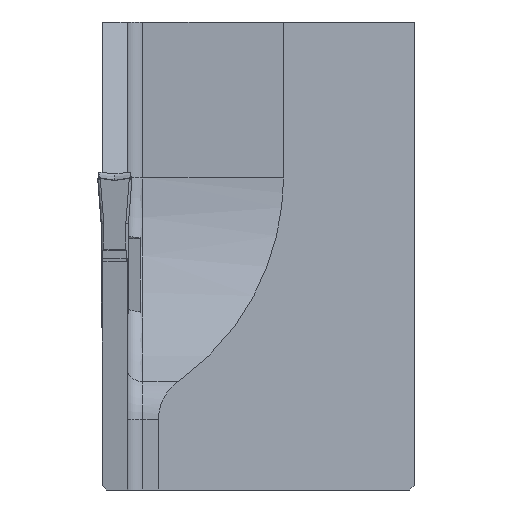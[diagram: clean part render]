
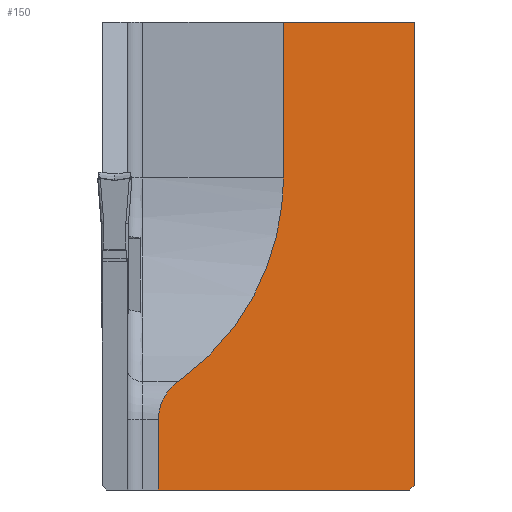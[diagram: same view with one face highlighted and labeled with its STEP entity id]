
A CAD part, left-side view. The second image highlights one B-rep face of the part: STEP entity #150.
In plain terms, the highlighted planar face has unit normal (-0.707, -0.707, 0).
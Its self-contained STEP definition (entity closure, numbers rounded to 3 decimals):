
#110=ELLIPSE('',#1413,4.243,3.);
#113=ELLIPSE('',#1438,22.627,16.);
#150=ADVANCED_FACE('',(#284),#221,.F.);
#221=PLANE('',#1449);
#284=FACE_OUTER_BOUND('',#362,.T.);
#362=EDGE_LOOP('',(#580,#581,#582,#583,#584,#585,#586,#587));
#580=ORIENTED_EDGE('',*,*,#1023,.F.);
#581=ORIENTED_EDGE('',*,*,#984,.F.);
#582=ORIENTED_EDGE('',*,*,#981,.F.);
#583=ORIENTED_EDGE('',*,*,#992,.F.);
#584=ORIENTED_EDGE('',*,*,#977,.F.);
#585=ORIENTED_EDGE('',*,*,#990,.F.);
#586=ORIENTED_EDGE('',*,*,#962,.F.);
#587=ORIENTED_EDGE('',*,*,#1020,.F.);
#839=VERTEX_POINT('',#1856);
#840=VERTEX_POINT('',#1858);
#849=VERTEX_POINT('',#1882);
#851=VERTEX_POINT('',#1886);
#852=VERTEX_POINT('',#1890);
#855=VERTEX_POINT('',#1895);
#856=VERTEX_POINT('',#1899);
#872=VERTEX_POINT('',#1972);
#962=EDGE_CURVE('',#839,#840,#1154,.T.);
#977=EDGE_CURVE('',#851,#849,#1167,.T.);
#981=EDGE_CURVE('',#855,#852,#1171,.T.);
#984=EDGE_CURVE('',#852,#856,#110,.T.);
#990=EDGE_CURVE('',#840,#851,#1177,.T.);
#992=EDGE_CURVE('',#849,#855,#1179,.T.);
#1020=EDGE_CURVE('',#872,#839,#1204,.T.);
#1023=EDGE_CURVE('',#856,#872,#113,.T.);
#1154=LINE('',#1857,#1284);
#1167=LINE('',#1887,#1297);
#1171=LINE('',#1896,#1301);
#1177=LINE('',#1913,#1307);
#1179=LINE('',#1916,#1309);
#1204=LINE('',#1971,#1334);
#1284=VECTOR('',#1524,1.);
#1297=VECTOR('',#1547,1.);
#1301=VECTOR('',#1553,1.);
#1307=VECTOR('',#1569,1.);
#1309=VECTOR('',#1573,1.);
#1334=VECTOR('',#1638,1.);
#1413=AXIS2_PLACEMENT_3D('',#1902,#1559,#1560);
#1438=AXIS2_PLACEMENT_3D('',#1977,#1643,#1644);
#1449=AXIS2_PLACEMENT_3D('',#2022,#1665,#1666);
#1524=DIRECTION('',(0.707,-0.707,0.));
#1547=DIRECTION('',(-0.577,0.577,-0.577));
#1553=DIRECTION('',(0.,0.,1.));
#1559=DIRECTION('',(0.707,0.707,0.));
#1560=DIRECTION('',(-0.707,0.707,0.));
#1569=DIRECTION('',(0.,0.,-1.));
#1573=DIRECTION('',(-0.707,0.707,0.));
#1638=DIRECTION('',(0.,0.,1.));
#1643=DIRECTION('',(-0.707,-0.707,0.));
#1644=DIRECTION('',(-0.707,0.707,0.));
#1665=DIRECTION('',(0.707,0.707,0.));
#1666=DIRECTION('',(0.707,-0.707,0.));
#1856=CARTESIAN_POINT('',(16.,-11.6,10.));
#1857=CARTESIAN_POINT('',(8.,-3.6,10.));
#1858=CARTESIAN_POINT('',(24.4,-20.,10.));
#1882=CARTESIAN_POINT('',(24.1,-19.7,-20.));
#1886=CARTESIAN_POINT('',(24.4,-20.,-19.7));
#1887=CARTESIAN_POINT('',(10.033,-5.633,-34.067));
#1890=CARTESIAN_POINT('',(8.,-3.6,-15.492));
#1895=CARTESIAN_POINT('',(8.,-3.6,-20.));
#1896=CARTESIAN_POINT('',(8.,-3.6,-30.));
#1899=CARTESIAN_POINT('',(9.263,-4.863,-13.046));
#1902=CARTESIAN_POINT('',(11.,-6.6,-15.492));
#1913=CARTESIAN_POINT('',(24.4,-20.,-30.));
#1916=CARTESIAN_POINT('',(8.,-3.6,-20.));
#1971=CARTESIAN_POINT('',(16.,-11.6,-30.));
#1972=CARTESIAN_POINT('',(16.,-11.6,0.));
#1977=CARTESIAN_POINT('',(0.,4.4,0.));
#2022=CARTESIAN_POINT('',(8.,-3.6,-30.));
